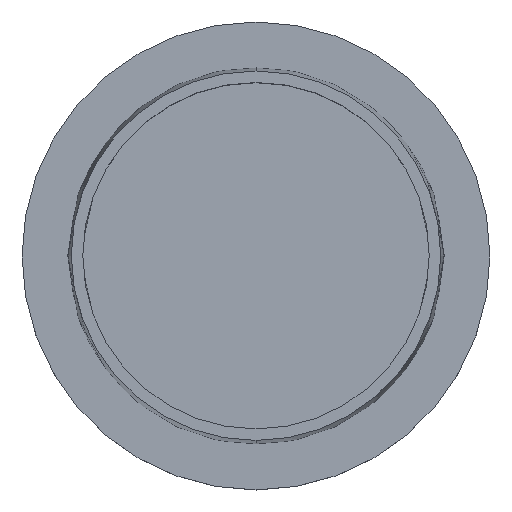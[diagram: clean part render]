
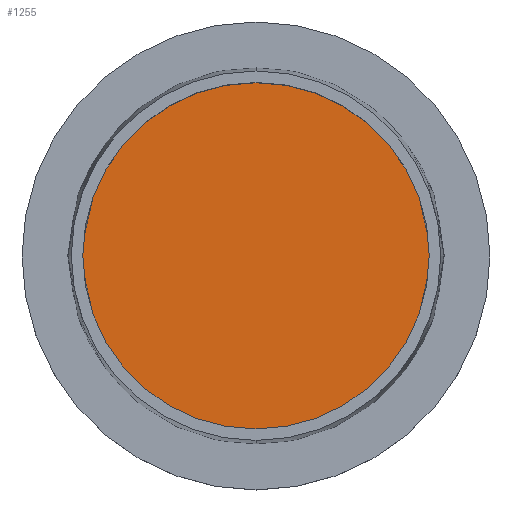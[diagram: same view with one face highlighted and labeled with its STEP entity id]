
A CAD part, top view. The second image highlights one B-rep face of the part: STEP entity #1255.
In plain terms, the highlighted planar face has unit normal (0, 0, 1).
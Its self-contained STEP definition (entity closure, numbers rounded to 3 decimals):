
#483=CARTESIAN_POINT('',(0.,0.,-9.3));
#484=DIRECTION('',(0.,0.,1.));
#485=DIRECTION('',(0.,-1.,0.));
#486=AXIS2_PLACEMENT_3D('',#483,#484,#485);
#498=CARTESIAN_POINT('',(0.,0.,-9.3));
#499=DIRECTION('',(0.,0.,-1.));
#500=DIRECTION('',(0.,-1.,0.));
#501=AXIS2_PLACEMENT_3D('',#498,#499,#500);
#715=CARTESIAN_POINT('',(0.,-10.55,-9.3));
#717=VERTEX_POINT('',#715);
#725=CARTESIAN_POINT('',(0.,10.55,-9.3));
#727=VERTEX_POINT('',#725);
#1246=CARTESIAN_POINT('',(0.,0.,-9.3));
#1247=DIRECTION('',(0.,0.,1.));
#1248=DIRECTION('',(0.,1.,0.));
#1249=AXIS2_PLACEMENT_3D('',#1246,#1247,#1248);
#1250=PLANE('',#1249);
#1251=ORIENTED_EDGE('',*,*,#1241,.T.);
#1252=ORIENTED_EDGE('',*,*,#1213,.F.);
#1253=EDGE_LOOP('',(#1251,#1252));
#1254=FACE_OUTER_BOUND('',#1253,.F.);
#487=CIRCLE('',#486,10.55);
#502=CIRCLE('',#501,10.55);
#1213=EDGE_CURVE('',#717,#727,#487,.T.);
#1241=EDGE_CURVE('',#717,#727,#502,.T.);
#1255=ADVANCED_FACE('',(#1254),#1250,.T.);
